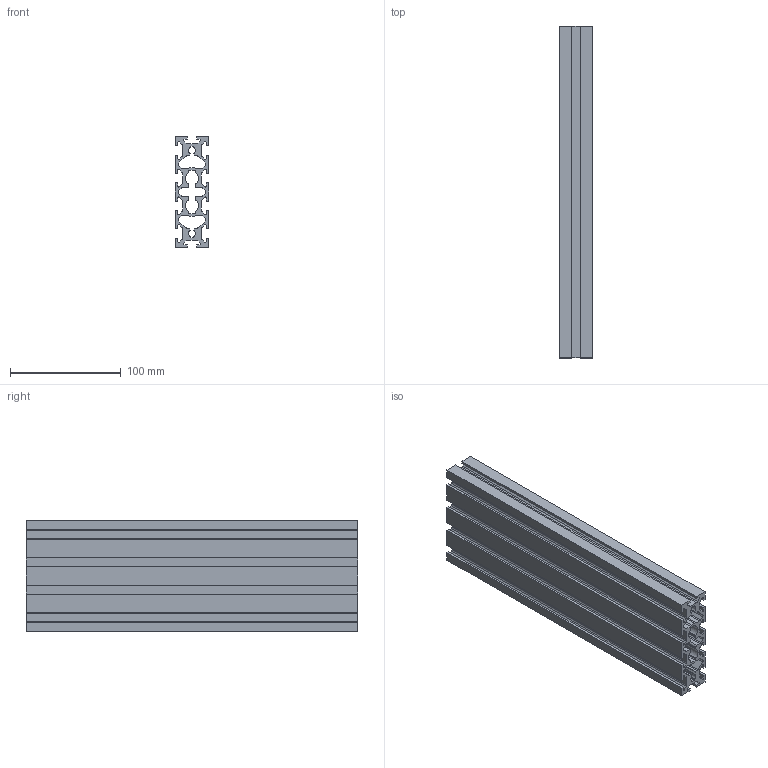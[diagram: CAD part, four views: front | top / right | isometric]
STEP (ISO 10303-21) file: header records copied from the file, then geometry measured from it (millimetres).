
FILE_DESCRIPTION (( 'STEP AP214' ), '1' );
FILE_NAME ('1728063552182.step', '2024-10-04T17:39:14', ( 'Windows User' ), ( '' ), 'SwSTEP 2.0', 'SolidWorks 2011', '' );
FILE_SCHEMA (( 'AUTOMOTIVE_DESIGN' ));
Length unit declared in the file: millimetre
Products named in the file (2): 1728063552182; 1.11.030100.104SPx300.00(1)
Assembly tree (1 placements, depth 2):
  1728063552182
    1.11.030100.104SPx300.00(1)
Bounding box: 30 x 300 x 100 mm (x, y, z)
Volume: 375420.8 mm3; surface area: 236349 mm2
Topology: 1 solids, 1 shells, 251 faces, 747 edges, 498 vertices
Faces by surface type: plane 136, cylinder 115
Entity records: 8549 total; most frequent: CARTESIAN_POINT 1500, ORIENTED_EDGE 1494, DIRECTION 1487, EDGE_CURVE 747, LINE 517, VECTOR 517, VERTEX_POINT 498, AXIS2_PLACEMENT_3D 485
